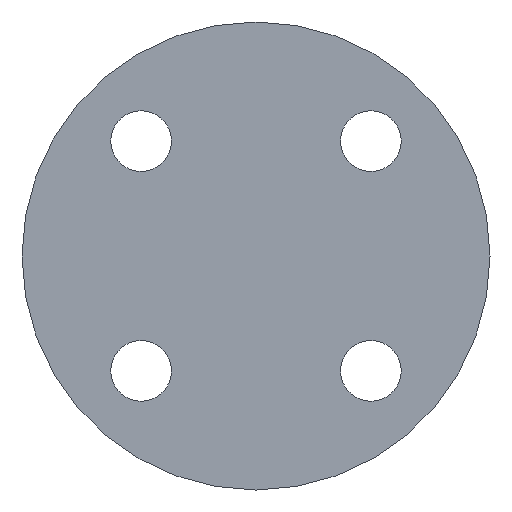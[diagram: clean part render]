
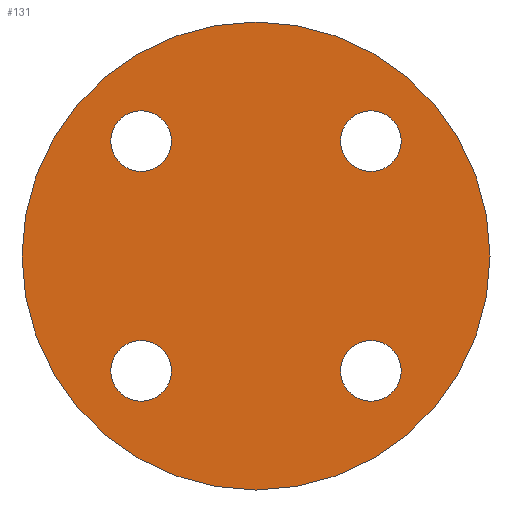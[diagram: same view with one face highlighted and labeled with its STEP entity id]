
A CAD part, front view. The second image highlights one B-rep face of the part: STEP entity #131.
In plain terms, the highlighted planar face has unit normal (0, -1, 0).
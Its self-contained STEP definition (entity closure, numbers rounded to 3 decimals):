
#15=FACE_BOUND('',#37,.T.);
#16=FACE_BOUND('',#38,.T.);
#17=FACE_BOUND('',#39,.T.);
#18=FACE_BOUND('',#40,.T.);
#23=PLANE('',#166);
#29=FACE_OUTER_BOUND('',#36,.T.);
#36=EDGE_LOOP('',(#108));
#37=EDGE_LOOP('',(#109));
#38=EDGE_LOOP('',(#110));
#39=EDGE_LOOP('',(#111));
#40=EDGE_LOOP('',(#112));
#58=CIRCLE('',#156,7.);
#60=CIRCLE('',#159,7.);
#62=CIRCLE('',#162,7.);
#64=CIRCLE('',#165,7.);
#65=CIRCLE('',#167,54.);
#68=VERTEX_POINT('',#216);
#70=VERTEX_POINT('',#222);
#72=VERTEX_POINT('',#228);
#74=VERTEX_POINT('',#234);
#75=VERTEX_POINT('',#238);
#79=EDGE_CURVE('',#68,#68,#58,.T.);
#82=EDGE_CURVE('',#70,#70,#60,.T.);
#85=EDGE_CURVE('',#72,#72,#62,.T.);
#88=EDGE_CURVE('',#74,#74,#64,.T.);
#89=EDGE_CURVE('',#75,#75,#65,.T.);
#108=ORIENTED_EDGE('',*,*,#89,.T.);
#109=ORIENTED_EDGE('',*,*,#79,.T.);
#110=ORIENTED_EDGE('',*,*,#82,.T.);
#111=ORIENTED_EDGE('',*,*,#85,.T.);
#112=ORIENTED_EDGE('',*,*,#88,.T.);
#131=ADVANCED_FACE('',(#29,#15,#16,#17,#18),#23,.F.);
#156=AXIS2_PLACEMENT_3D('',#218,#178,#179);
#159=AXIS2_PLACEMENT_3D('',#224,#185,#186);
#162=AXIS2_PLACEMENT_3D('',#230,#192,#193);
#165=AXIS2_PLACEMENT_3D('',#236,#199,#200);
#166=AXIS2_PLACEMENT_3D('',#237,#201,#202);
#167=AXIS2_PLACEMENT_3D('',#239,#203,#204);
#178=DIRECTION('center_axis',(0.,1.,0.));
#179=DIRECTION('ref_axis',(0.,0.,-1.));
#185=DIRECTION('center_axis',(0.,1.,0.));
#186=DIRECTION('ref_axis',(1.,0.,0.));
#192=DIRECTION('center_axis',(0.,1.,0.));
#193=DIRECTION('ref_axis',(0.,0.,1.));
#199=DIRECTION('center_axis',(0.,1.,0.));
#200=DIRECTION('ref_axis',(-1.,0.,0.));
#201=DIRECTION('center_axis',(0.,1.,0.));
#202=DIRECTION('ref_axis',(0.,0.,1.));
#203=DIRECTION('center_axis',(0.,-1.,0.));
#204=DIRECTION('ref_axis',(-1.,0.,0.));
#216=CARTESIAN_POINT('',(26.517,-7.,33.517));
#218=CARTESIAN_POINT('Origin',(26.517,-7.,26.517));
#222=CARTESIAN_POINT('',(-33.517,-7.,26.517));
#224=CARTESIAN_POINT('Origin',(-26.517,-7.,26.517));
#228=CARTESIAN_POINT('',(-26.517,-7.,-33.517));
#230=CARTESIAN_POINT('Origin',(-26.517,-7.,-26.517));
#234=CARTESIAN_POINT('',(33.517,-7.,-26.517));
#236=CARTESIAN_POINT('Origin',(26.517,-7.,-26.517));
#237=CARTESIAN_POINT('Origin',(0.,-7.,0.));
#238=CARTESIAN_POINT('',(54.,-7.,0.));
#239=CARTESIAN_POINT('Origin',(0.,-7.,0.));
